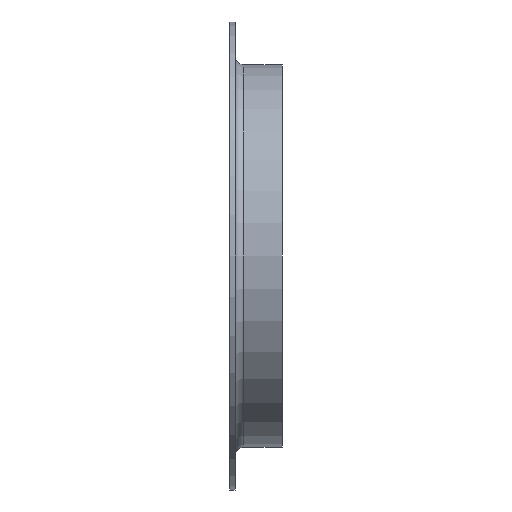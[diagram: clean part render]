
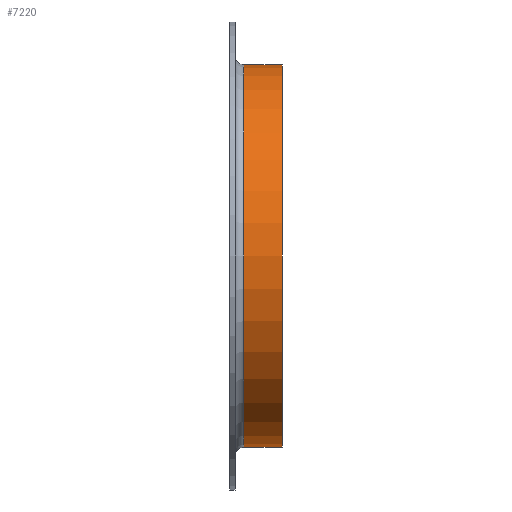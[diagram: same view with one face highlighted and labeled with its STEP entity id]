
A CAD part, front view. The second image highlights one B-rep face of the part: STEP entity #7220.
In plain terms, the highlighted cylindrical face has radius 109.55 mm (diameter 219.1 mm), a full revolution.
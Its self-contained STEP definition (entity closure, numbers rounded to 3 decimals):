
#1099 = DIRECTION ( 'NONE',  ( 0., 0., 1. ) ) ;
#1351 = ORIENTED_EDGE ( 'NONE', *, *, #6694, .T. ) ;
#4629 = EDGE_CURVE ( 'NONE', #6709, #6709, #8169, .T. ) ;
#5094 = CIRCLE ( 'NONE', #6498, 109.55 ) ;
#6498 = AXIS2_PLACEMENT_3D ( 'NONE', #12543, #11300, #6989 ) ;
#6694 = EDGE_CURVE ( 'NONE', #8762, #8762, #5094, .T. ) ;
#6700 = AXIS2_PLACEMENT_3D ( 'NONE', #7751, #10217, #1099 ) ;
#6709 = VERTEX_POINT ( 'NONE', #11110 ) ;
#6989 = DIRECTION ( 'NONE',  ( 0., 0., 1. ) ) ;
#7220 = ADVANCED_FACE ( 'NONE', ( #7822, #9042 ), #7894, .T. ) ;
#7285 = CARTESIAN_POINT ( 'NONE',  ( 8., 0., 0. ) ) ;
#7751 = CARTESIAN_POINT ( 'NONE',  ( 0., 0., 0. ) ) ;
#7822 = FACE_OUTER_BOUND ( 'NONE', #10005, .T. ) ;
#7894 = CYLINDRICAL_SURFACE ( 'NONE', #6700, 109.55 ) ;
#8169 = CIRCLE ( 'NONE', #11670, 109.55 ) ;
#8762 = VERTEX_POINT ( 'NONE', #9998 ) ;
#9042 = FACE_OUTER_BOUND ( 'NONE', #14068, .T. ) ;
#9405 = DIRECTION ( 'NONE',  ( 0., 0., 1. ) ) ;
#9621 = DIRECTION ( 'NONE',  ( -1., 0., 0. ) ) ;
#9998 = CARTESIAN_POINT ( 'NONE',  ( 30., 0., 109.55 ) ) ;
#10005 = EDGE_LOOP ( 'NONE', ( #11794 ) ) ;
#10217 = DIRECTION ( 'NONE',  ( -1., 0., 0. ) ) ;
#11110 = CARTESIAN_POINT ( 'NONE',  ( 8., 0., 109.55 ) ) ;
#11300 = DIRECTION ( 'NONE',  ( -1., 0., 0. ) ) ;
#11670 = AXIS2_PLACEMENT_3D ( 'NONE', #7285, #9621, #9405 ) ;
#11794 = ORIENTED_EDGE ( 'NONE', *, *, #4629, .F. ) ;
#12543 = CARTESIAN_POINT ( 'NONE',  ( 30., 0., 0. ) ) ;
#14068 = EDGE_LOOP ( 'NONE', ( #1351 ) ) ;
